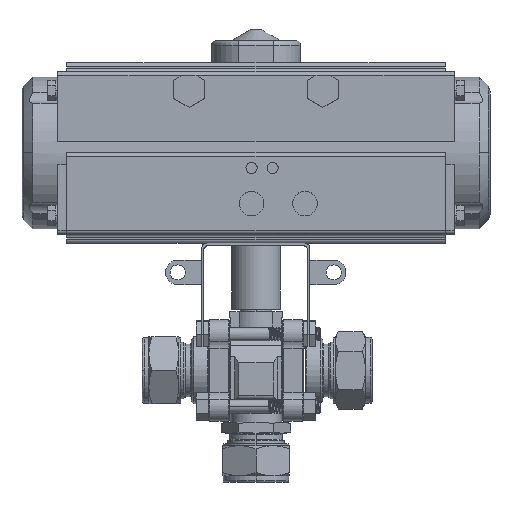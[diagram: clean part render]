
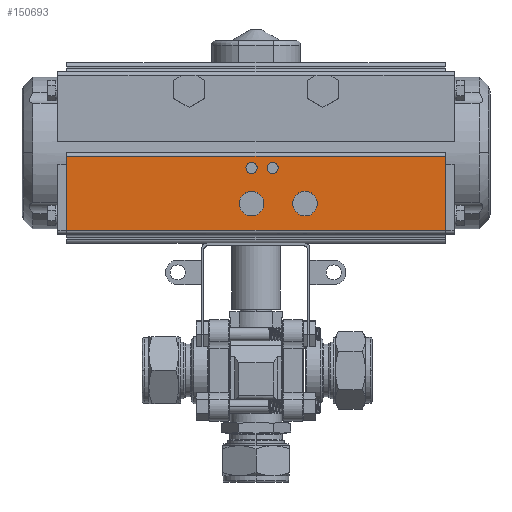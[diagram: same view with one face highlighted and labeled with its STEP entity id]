
A CAD part, top view. The second image highlights one B-rep face of the part: STEP entity #150693.
In plain terms, the highlighted face is planar.
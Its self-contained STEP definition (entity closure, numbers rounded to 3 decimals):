
#147663 = VERTEX_POINT('',#147664);
#147664 = CARTESIAN_POINT('',(841.14,451.357,85.5));
#147670 = EDGE_CURVE('',#147671,#147663,#147673,.T.);
#147671 = VERTEX_POINT('',#147672);
#147672 = CARTESIAN_POINT('',(841.14,451.357,96.5));
#147673 = CIRCLE('',#147674,5.5);
#147674 = AXIS2_PLACEMENT_3D('',#147675,#147676,#147677);
#147675 = CARTESIAN_POINT('',(841.14,451.357,91.));
#147676 = DIRECTION('',(1.,-0.,0.));
#147677 = DIRECTION('',(0.,0.,-1.));
#147705 = VERTEX_POINT('',#147706);
#147706 = CARTESIAN_POINT('',(841.14,451.357,61.5));
#147712 = EDGE_CURVE('',#147713,#147705,#147715,.T.);
#147713 = VERTEX_POINT('',#147714);
#147714 = CARTESIAN_POINT('',(841.14,451.357,72.5));
#147715 = CIRCLE('',#147716,5.5);
#147716 = AXIS2_PLACEMENT_3D('',#147717,#147718,#147719);
#147717 = CARTESIAN_POINT('',(841.14,451.357,67.));
#147718 = DIRECTION('',(1.,-0.,0.));
#147719 = DIRECTION('',(0.,0.,-1.));
#147745 = VERTEX_POINT('',#147746);
#147746 = CARTESIAN_POINT('',(841.14,467.357,93.5));
#147764 = VERTEX_POINT('',#147765);
#147765 = CARTESIAN_POINT('',(841.14,467.357,88.5));
#147771 = EDGE_CURVE('',#147745,#147764,#147772,.T.);
#147772 = CIRCLE('',#147773,2.5);
#147773 = AXIS2_PLACEMENT_3D('',#147774,#147775,#147776);
#147774 = CARTESIAN_POINT('',(841.14,467.357,91.));
#147775 = DIRECTION('',(1.,0.,-0.));
#147776 = DIRECTION('',(0.,0.,1.));
#147787 = VERTEX_POINT('',#147788);
#147788 = CARTESIAN_POINT('',(841.14,467.357,
    83.994));
#147806 = VERTEX_POINT('',#147807);
#147807 = CARTESIAN_POINT('',(841.14,467.357,
    78.994));
#147813 = EDGE_CURVE('',#147787,#147806,#147814,.T.);
#147814 = CIRCLE('',#147815,2.5);
#147815 = AXIS2_PLACEMENT_3D('',#147816,#147817,#147818);
#147816 = CARTESIAN_POINT('',(841.14,467.357,
    81.494));
#147817 = DIRECTION('',(1.,0.,-0.));
#147818 = DIRECTION('',(0.,0.,1.));
#149480 = VERTEX_POINT('',#149481);
#149481 = CARTESIAN_POINT('',(841.14,439.307,4.));
#149488 = EDGE_CURVE('',#149489,#149480,#149491,.T.);
#149489 = VERTEX_POINT('',#149490);
#149490 = CARTESIAN_POINT('',(841.14,439.307,174.));
#149491 = LINE('',#149492,#149493);
#149492 = CARTESIAN_POINT('',(841.14,439.307,178.));
#149493 = VECTOR('',#149494,1.);
#149494 = DIRECTION('',(-0.,-0.,-1.));
#150693 = ADVANCED_FACE('',(#150694,#150704,#150714,#150724,#150734),
  #150759,.F.);
#150694 = FACE_BOUND('',#150695,.T.);
#150695 = EDGE_LOOP('',(#150696,#150703));
#150696 = ORIENTED_EDGE('',*,*,#150697,.F.);
#150697 = EDGE_CURVE('',#147663,#147671,#150698,.T.);
#150698 = CIRCLE('',#150699,5.5);
#150699 = AXIS2_PLACEMENT_3D('',#150700,#150701,#150702);
#150700 = CARTESIAN_POINT('',(841.14,451.357,91.));
#150701 = DIRECTION('',(1.,-0.,0.));
#150702 = DIRECTION('',(0.,0.,-1.));
#150703 = ORIENTED_EDGE('',*,*,#147670,.F.);
#150704 = FACE_BOUND('',#150705,.T.);
#150705 = EDGE_LOOP('',(#150706,#150713));
#150706 = ORIENTED_EDGE('',*,*,#150707,.F.);
#150707 = EDGE_CURVE('',#147705,#147713,#150708,.T.);
#150708 = CIRCLE('',#150709,5.5);
#150709 = AXIS2_PLACEMENT_3D('',#150710,#150711,#150712);
#150710 = CARTESIAN_POINT('',(841.14,451.357,67.));
#150711 = DIRECTION('',(1.,-0.,0.));
#150712 = DIRECTION('',(0.,0.,-1.));
#150713 = ORIENTED_EDGE('',*,*,#147712,.F.);
#150714 = FACE_BOUND('',#150715,.T.);
#150715 = EDGE_LOOP('',(#150716,#150717));
#150716 = ORIENTED_EDGE('',*,*,#147771,.F.);
#150717 = ORIENTED_EDGE('',*,*,#150718,.F.);
#150718 = EDGE_CURVE('',#147764,#147745,#150719,.T.);
#150719 = CIRCLE('',#150720,2.5);
#150720 = AXIS2_PLACEMENT_3D('',#150721,#150722,#150723);
#150721 = CARTESIAN_POINT('',(841.14,467.357,91.));
#150722 = DIRECTION('',(1.,0.,-0.));
#150723 = DIRECTION('',(0.,0.,1.));
#150724 = FACE_BOUND('',#150725,.T.);
#150725 = EDGE_LOOP('',(#150726,#150727));
#150726 = ORIENTED_EDGE('',*,*,#147813,.F.);
#150727 = ORIENTED_EDGE('',*,*,#150728,.F.);
#150728 = EDGE_CURVE('',#147806,#147787,#150729,.T.);
#150729 = CIRCLE('',#150730,2.5);
#150730 = AXIS2_PLACEMENT_3D('',#150731,#150732,#150733);
#150731 = CARTESIAN_POINT('',(841.14,467.357,
    81.494));
#150732 = DIRECTION('',(1.,0.,-0.));
#150733 = DIRECTION('',(0.,0.,1.));
#150734 = FACE_BOUND('',#150735,.T.);
#150735 = EDGE_LOOP('',(#150736,#150737,#150745,#150753));
#150736 = ORIENTED_EDGE('',*,*,#149488,.T.);
#150737 = ORIENTED_EDGE('',*,*,#150738,.F.);
#150738 = EDGE_CURVE('',#150739,#149480,#150741,.T.);
#150739 = VERTEX_POINT('',#150740);
#150740 = CARTESIAN_POINT('',(841.14,472.507,4.));
#150741 = LINE('',#150742,#150743);
#150742 = CARTESIAN_POINT('',(841.14,0.,4.));
#150743 = VECTOR('',#150744,1.);
#150744 = DIRECTION('',(0.,-1.,0.));
#150745 = ORIENTED_EDGE('',*,*,#150746,.F.);
#150746 = EDGE_CURVE('',#150747,#150739,#150749,.T.);
#150747 = VERTEX_POINT('',#150748);
#150748 = CARTESIAN_POINT('',(841.14,472.507,174.));
#150749 = LINE('',#150750,#150751);
#150750 = CARTESIAN_POINT('',(841.14,472.507,178.));
#150751 = VECTOR('',#150752,1.);
#150752 = DIRECTION('',(-0.,-0.,-1.));
#150753 = ORIENTED_EDGE('',*,*,#150754,.T.);
#150754 = EDGE_CURVE('',#150747,#149489,#150755,.T.);
#150755 = LINE('',#150756,#150757);
#150756 = CARTESIAN_POINT('',(841.14,0.,174.));
#150757 = VECTOR('',#150758,1.);
#150758 = DIRECTION('',(0.,-1.,0.));
#150759 = PLANE('',#150760);
#150760 = AXIS2_PLACEMENT_3D('',#150761,#150762,#150763);
#150761 = CARTESIAN_POINT('',(841.14,0.,178.));
#150762 = DIRECTION('',(-1.,0.,0.));
#150763 = DIRECTION('',(0.,0.,1.));
